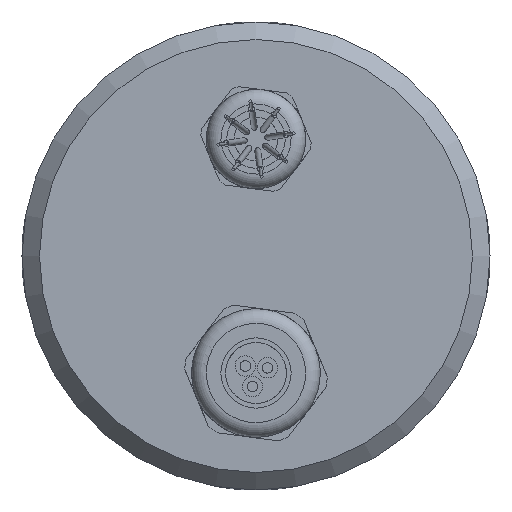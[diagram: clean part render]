
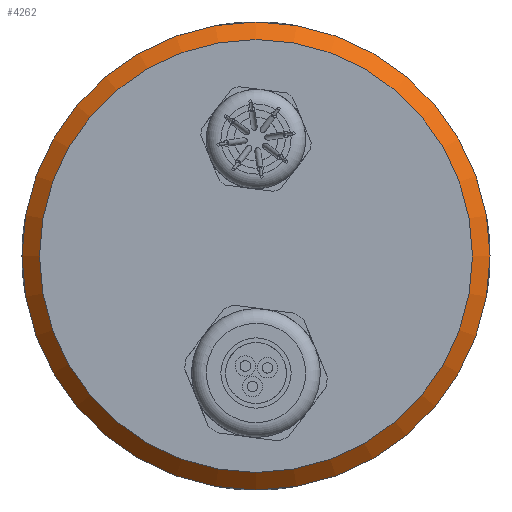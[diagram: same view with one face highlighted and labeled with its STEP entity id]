
A CAD part, left-side view. The second image highlights one B-rep face of the part: STEP entity #4262.
In plain terms, the highlighted conical face has half-angle 45 degrees and reference radius 37 mm.
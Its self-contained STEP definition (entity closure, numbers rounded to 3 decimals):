
#427 = DIRECTION ( 'NONE',  ( 0., 0., 1. ) ) ;
#1554 = DIRECTION ( 'NONE',  ( 0., 0., -1. ) ) ;
#1776 = CARTESIAN_POINT ( 'NONE',  ( -154., 0., -37. ) ) ;
#2212 = FACE_BOUND ( 'NONE', #13579, .T. ) ;
#2808 = CARTESIAN_POINT ( 'NONE',  ( -151., 0., 0. ) ) ;
#4262 = ADVANCED_FACE ( 'Defeature ausgef�hrt1_4', ( #18542, #2212 ), #7592, .T. ) ;
#7592 = CONICAL_SURFACE ( 'NONE', #20913, 37., 0.785 ) ;
#8331 = VERTEX_POINT ( 'NONE', #15609 ) ;
#9341 = CIRCLE ( 'NONE', #22671, 40. ) ;
#9481 = CARTESIAN_POINT ( 'NONE',  ( -154., 0., 0. ) ) ;
#10078 = DIRECTION ( 'NONE',  ( 1., 0., 0. ) ) ;
#10207 = CIRCLE ( 'NONE', #23534, 37. ) ;
#10501 = EDGE_LOOP ( 'NONE', ( #19913 ) ) ;
#10610 = CARTESIAN_POINT ( 'NONE',  ( -154., 0., 0. ) ) ;
#11392 = EDGE_CURVE ( 'NONE', #8331, #8331, #9341, .T. ) ;
#13579 = EDGE_LOOP ( 'NONE', ( #20751 ) ) ;
#15609 = CARTESIAN_POINT ( 'NONE',  ( -151., 0., -40. ) ) ;
#16755 = DIRECTION ( 'NONE',  ( 1., 0., 0. ) ) ;
#17345 = DIRECTION ( 'NONE',  ( 0., 0., -1. ) ) ;
#17875 = DIRECTION ( 'NONE',  ( -1., 0., 0. ) ) ;
#18105 = VERTEX_POINT ( 'NONE', #1776 ) ;
#18444 = EDGE_CURVE ( 'NONE', #18105, #18105, #10207, .T. ) ;
#18542 = FACE_OUTER_BOUND ( 'NONE', #10501, .T. ) ;
#19913 = ORIENTED_EDGE ( 'NONE', *, *, #11392, .F. ) ;
#20751 = ORIENTED_EDGE ( 'NONE', *, *, #18444, .F. ) ;
#20913 = AXIS2_PLACEMENT_3D ( 'NONE', #9481, #16755, #427 ) ;
#22671 = AXIS2_PLACEMENT_3D ( 'NONE', #2808, #10078, #17345 ) ;
#23534 = AXIS2_PLACEMENT_3D ( 'NONE', #10610, #17875, #1554 ) ;
